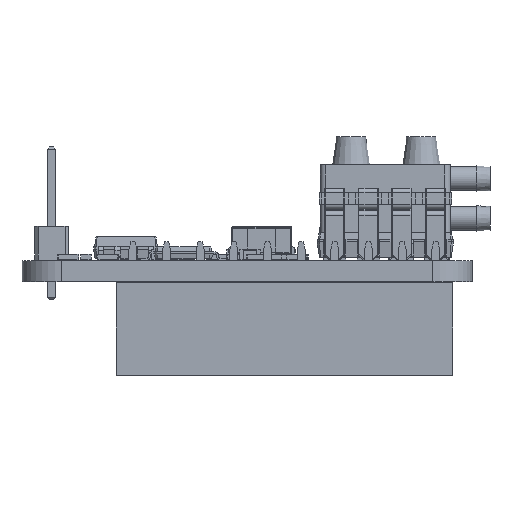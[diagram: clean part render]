
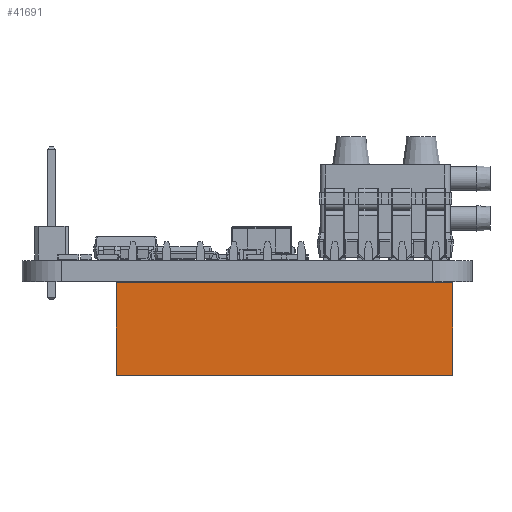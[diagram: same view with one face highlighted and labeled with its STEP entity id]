
A CAD part, front view. The second image highlights one B-rep face of the part: STEP entity #41691.
In plain terms, the highlighted face is planar.
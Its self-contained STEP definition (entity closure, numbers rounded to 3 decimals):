
#5509=FACE_OUTER_BOUND('',#7918,.T.);
#7918=EDGE_LOOP('',(#31984,#31985,#31986,#31987));
#10554=LINE('',#65126,#14774);
#10555=LINE('',#65128,#14775);
#10556=LINE('',#65130,#14776);
#10557=LINE('',#65131,#14777);
#14774=VECTOR('',#52606,1.);
#14775=VECTOR('',#52607,1.);
#14776=VECTOR('',#52608,1.);
#14777=VECTOR('',#52609,1.);
#19220=VERTEX_POINT('',#65124);
#19221=VERTEX_POINT('',#65125);
#19222=VERTEX_POINT('',#65127);
#19223=VERTEX_POINT('',#65129);
#23806=EDGE_CURVE('',#19220,#19221,#10554,.T.);
#23807=EDGE_CURVE('',#19220,#19222,#10555,.T.);
#23808=EDGE_CURVE('',#19222,#19223,#10556,.T.);
#23809=EDGE_CURVE('',#19221,#19223,#10557,.T.);
#31984=ORIENTED_EDGE('',*,*,#23806,.F.);
#31985=ORIENTED_EDGE('',*,*,#23807,.T.);
#31986=ORIENTED_EDGE('',*,*,#23808,.T.);
#31987=ORIENTED_EDGE('',*,*,#23809,.F.);
#39550=PLANE('',#45349);
#41691=ADVANCED_FACE('',(#5509),#39550,.F.);
#45349=AXIS2_PLACEMENT_3D('',#65123,#52604,#52605);
#52604=DIRECTION('center_axis',(-1.,0.,0.));
#52605=DIRECTION('ref_axis',(0.,1.,0.));
#52606=DIRECTION('',(0.,0.,1.));
#52607=DIRECTION('',(0.,1.,0.));
#52608=DIRECTION('',(0.,0.,1.));
#52609=DIRECTION('',(0.,1.,0.));
#65123=CARTESIAN_POINT('Origin',(1.27,-24.13,0.));
#65124=CARTESIAN_POINT('',(1.27,-24.13,0.));
#65125=CARTESIAN_POINT('',(1.27,-24.13,7.));
#65126=CARTESIAN_POINT('',(1.27,-24.13,0.));
#65127=CARTESIAN_POINT('',(1.27,1.27,0.));
#65128=CARTESIAN_POINT('',(1.27,-24.13,0.));
#65129=CARTESIAN_POINT('',(1.27,1.27,7.));
#65130=CARTESIAN_POINT('',(1.27,1.27,0.));
#65131=CARTESIAN_POINT('',(1.27,-24.13,7.));
